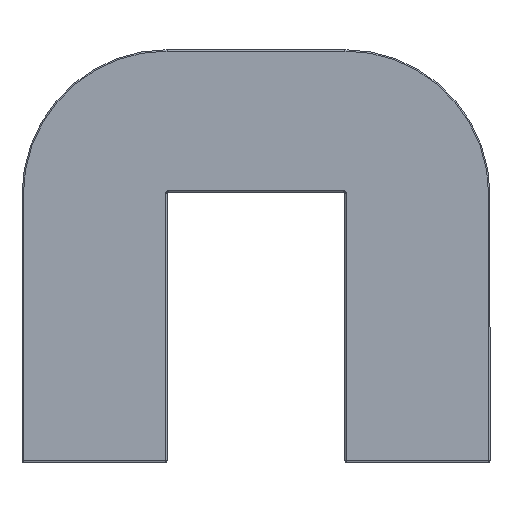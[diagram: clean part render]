
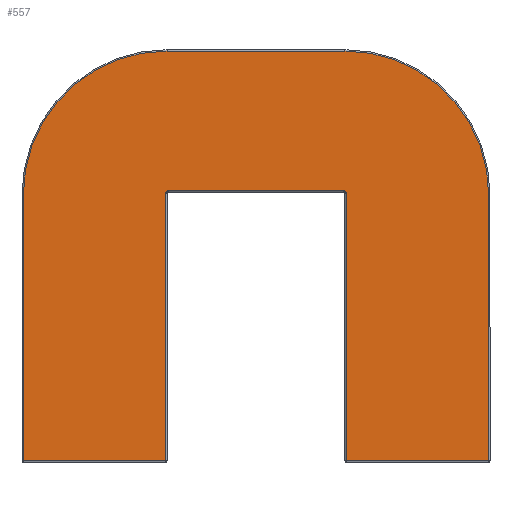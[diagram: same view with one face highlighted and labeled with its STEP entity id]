
A CAD part, front view. The second image highlights one B-rep face of the part: STEP entity #557.
In plain terms, the highlighted planar face has unit normal (0, -1, 0).
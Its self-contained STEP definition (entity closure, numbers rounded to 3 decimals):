
#2 = CARTESIAN_POINT ( 'NONE',  ( -6.85, -12.5, -31.2 ) ) ;
#16 = CARTESIAN_POINT ( 'NONE',  ( 6.85, -12.5, -31.2 ) ) ;
#20 = CARTESIAN_POINT ( 'NONE',  ( 17.65, -12.5, -31.2 ) ) ;
#22 = ORIENTED_EDGE ( 'NONE', *, *, #1030, .T. ) ;
#27 = DIRECTION ( 'NONE',  ( 1., 0., 0. ) ) ;
#32 = VERTEX_POINT ( 'NONE', #2 ) ;
#63 = VERTEX_POINT ( 'NONE', #528 ) ;
#78 = AXIS2_PLACEMENT_3D ( 'NONE', #566, #247, #680 ) ;
#79 = AXIS2_PLACEMENT_3D ( 'NONE', #1244, #729, #854 ) ;
#105 = VERTEX_POINT ( 'NONE', #1138 ) ;
#107 = CARTESIAN_POINT ( 'NONE',  ( -6.75, -12.5, -0.1 ) ) ;
#118 = LINE ( 'NONE', #1055, #323 ) ;
#146 = ORIENTED_EDGE ( 'NONE', *, *, #733, .T. ) ;
#167 = DIRECTION ( 'NONE',  ( 0., -1., 0. ) ) ;
#168 = CARTESIAN_POINT ( 'NONE',  ( 6.65, -12.5, -10.7 ) ) ;
#170 = ORIENTED_EDGE ( 'NONE', *, *, #679, .T. ) ;
#178 = CARTESIAN_POINT ( 'NONE',  ( 6.75, -12.5, -0.1 ) ) ;
#187 = ORIENTED_EDGE ( 'NONE', *, *, #251, .T. ) ;
#200 = EDGE_CURVE ( 'NONE', #976, #63, #792, .T. ) ;
#204 = CARTESIAN_POINT ( 'NONE',  ( -6.85, -12.5, 0. ) ) ;
#215 = LINE ( 'NONE', #524, #281 ) ;
#232 = VERTEX_POINT ( 'NONE', #20 ) ;
#233 = VECTOR ( 'NONE', #1011, 1000. ) ;
#247 = DIRECTION ( 'NONE',  ( 0., 1., 0. ) ) ;
#251 = EDGE_CURVE ( 'NONE', #105, #734, #1054, .T. ) ;
#260 = ORIENTED_EDGE ( 'NONE', *, *, #200, .F. ) ;
#263 = PLANE ( 'NONE',  #78 ) ;
#268 = DIRECTION ( 'NONE',  ( 1., 0., 0. ) ) ;
#274 = VERTEX_POINT ( 'NONE', #1192 ) ;
#281 = VECTOR ( 'NONE', #1153, 1000. ) ;
#299 = CARTESIAN_POINT ( 'NONE',  ( 17.65, -12.5, -11. ) ) ;
#308 = LINE ( 'NONE', #204, #683 ) ;
#311 = CARTESIAN_POINT ( 'NONE',  ( 17.75, -12.5, -31.2 ) ) ;
#317 = EDGE_CURVE ( 'NONE', #714, #797, #215, .T. ) ;
#323 = VECTOR ( 'NONE', #268, 1000. ) ;
#330 = CARTESIAN_POINT ( 'NONE',  ( 0., -12.5, -31.2 ) ) ;
#333 = ORIENTED_EDGE ( 'NONE', *, *, #317, .T. ) ;
#418 = ORIENTED_EDGE ( 'NONE', *, *, #762, .F. ) ;
#426 = CARTESIAN_POINT ( 'NONE',  ( 6.65, -12.5, -10.9 ) ) ;
#431 = EDGE_CURVE ( 'NONE', #32, #63, #308, .T. ) ;
#445 = LINE ( 'NONE', #330, #1212 ) ;
#451 = DIRECTION ( 'NONE',  ( 0., 0., 1. ) ) ;
#498 = EDGE_CURVE ( 'NONE', #976, #593, #118, .T. ) ;
#524 = CARTESIAN_POINT ( 'NONE',  ( -6.75, -12.5, -0.1 ) ) ;
#528 = CARTESIAN_POINT ( 'NONE',  ( -6.85, -12.5, -10.9 ) ) ;
#535 = CARTESIAN_POINT ( 'NONE',  ( 6.85, -12.5, -31.3 ) ) ;
#557 = ADVANCED_FACE ( 'NONE', ( #882 ), #263, .F. ) ;
#564 = CARTESIAN_POINT ( 'NONE',  ( -6.65, -12.5, -10.7 ) ) ;
#566 = CARTESIAN_POINT ( 'NONE',  ( 0., -12.5, 0. ) ) ;
#593 = VERTEX_POINT ( 'NONE', #168 ) ;
#596 = LINE ( 'NONE', #612, #233 ) ;
#603 = VECTOR ( 'NONE', #631, 1000. ) ;
#612 = CARTESIAN_POINT ( 'NONE',  ( -17.65, -12.5, 0. ) ) ;
#631 = DIRECTION ( 'NONE',  ( 1., 0., 0. ) ) ;
#645 = LINE ( 'NONE', #311, #603 ) ;
#656 = AXIS2_PLACEMENT_3D ( 'NONE', #1179, #967, #451 ) ;
#664 = VERTEX_POINT ( 'NONE', #299 ) ;
#675 = VECTOR ( 'NONE', #1325, 1000. ) ;
#678 = AXIS2_PLACEMENT_3D ( 'NONE', #1215, #167, #1202 ) ;
#679 = EDGE_CURVE ( 'NONE', #274, #1020, #596, .T. ) ;
#680 = DIRECTION ( 'NONE',  ( 0., 0., 1. ) ) ;
#683 = VECTOR ( 'NONE', #836, 1000. ) ;
#714 = VERTEX_POINT ( 'NONE', #178 ) ;
#729 = DIRECTION ( 'NONE',  ( 0., -1., 0. ) ) ;
#730 = DIRECTION ( 'NONE',  ( 0., -1., 0. ) ) ;
#733 = EDGE_CURVE ( 'NONE', #1020, #32, #445, .T. ) ;
#734 = VERTEX_POINT ( 'NONE', #16 ) ;
#762 = EDGE_CURVE ( 'NONE', #105, #593, #1083, .T. ) ;
#792 = CIRCLE ( 'NONE', #656, 0.2 ) ;
#795 = CARTESIAN_POINT ( 'NONE',  ( -17.65, -12.5, -31.2 ) ) ;
#797 = VERTEX_POINT ( 'NONE', #107 ) ;
#822 = ORIENTED_EDGE ( 'NONE', *, *, #835, .T. ) ;
#833 = DIRECTION ( 'NONE',  ( 0., 0., 1. ) ) ;
#835 = EDGE_CURVE ( 'NONE', #734, #232, #645, .T. ) ;
#836 = DIRECTION ( 'NONE',  ( 0., 0., 1. ) ) ;
#854 = DIRECTION ( 'NONE',  ( 0., 0., 1. ) ) ;
#882 = FACE_OUTER_BOUND ( 'NONE', #1064, .T. ) ;
#908 = CARTESIAN_POINT ( 'NONE',  ( 17.65, -12.5, -11. ) ) ;
#931 = AXIS2_PLACEMENT_3D ( 'NONE', #426, #730, #833 ) ;
#932 = CIRCLE ( 'NONE', #678, 10.9 ) ;
#953 = DIRECTION ( 'NONE',  ( 0., 0., -1. ) ) ;
#967 = DIRECTION ( 'NONE',  ( 0., -1., 0. ) ) ;
#976 = VERTEX_POINT ( 'NONE', #564 ) ;
#1009 = ORIENTED_EDGE ( 'NONE', *, *, #431, .T. ) ;
#1011 = DIRECTION ( 'NONE',  ( 0., 0., -1. ) ) ;
#1020 = VERTEX_POINT ( 'NONE', #795 ) ;
#1024 = VECTOR ( 'NONE', #953, 1000. ) ;
#1030 = EDGE_CURVE ( 'NONE', #664, #714, #932, .T. ) ;
#1054 = LINE ( 'NONE', #535, #1024 ) ;
#1055 = CARTESIAN_POINT ( 'NONE',  ( 6.75, -12.5, -10.7 ) ) ;
#1064 = EDGE_LOOP ( 'NONE', ( #187, #822, #1175, #22, #333, #1206, #170, #146, #1009, #260, #1232, #418 ) ) ;
#1083 = CIRCLE ( 'NONE', #931, 0.2 ) ;
#1115 = EDGE_CURVE ( 'NONE', #232, #664, #1315, .T. ) ;
#1138 = CARTESIAN_POINT ( 'NONE',  ( 6.85, -12.5, -10.9 ) ) ;
#1153 = DIRECTION ( 'NONE',  ( -1., 0., 0. ) ) ;
#1175 = ORIENTED_EDGE ( 'NONE', *, *, #1115, .T. ) ;
#1179 = CARTESIAN_POINT ( 'NONE',  ( -6.65, -12.5, -10.9 ) ) ;
#1192 = CARTESIAN_POINT ( 'NONE',  ( -17.65, -12.5, -11. ) ) ;
#1198 = EDGE_CURVE ( 'NONE', #797, #274, #1259, .T. ) ;
#1202 = DIRECTION ( 'NONE',  ( 0., 0., 1. ) ) ;
#1206 = ORIENTED_EDGE ( 'NONE', *, *, #1198, .T. ) ;
#1212 = VECTOR ( 'NONE', #27, 1000. ) ;
#1215 = CARTESIAN_POINT ( 'NONE',  ( 6.75, -12.5, -11. ) ) ;
#1232 = ORIENTED_EDGE ( 'NONE', *, *, #498, .T. ) ;
#1244 = CARTESIAN_POINT ( 'NONE',  ( -6.75, -12.5, -11. ) ) ;
#1259 = CIRCLE ( 'NONE', #79, 10.9 ) ;
#1315 = LINE ( 'NONE', #908, #675 ) ;
#1325 = DIRECTION ( 'NONE',  ( 0., 0., 1. ) ) ;
